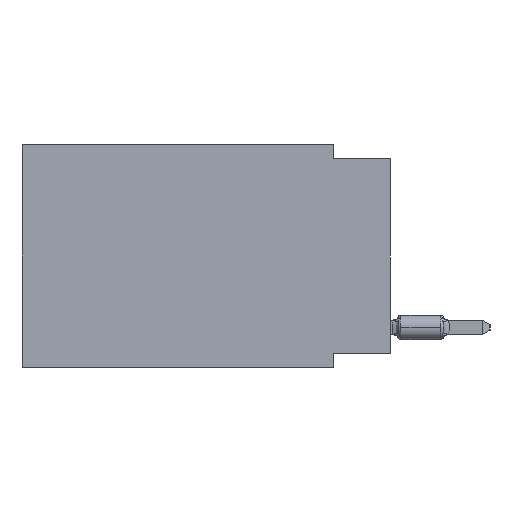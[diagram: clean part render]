
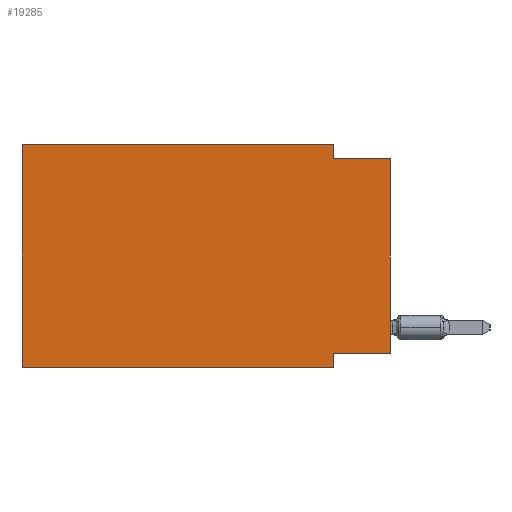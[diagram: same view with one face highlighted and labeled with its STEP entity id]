
A CAD part, left-side view. The second image highlights one B-rep face of the part: STEP entity #19285.
In plain terms, the highlighted planar face has unit normal (-1, 0, 0).
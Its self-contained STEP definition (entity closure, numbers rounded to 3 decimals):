
#491 = VECTOR ( 'NONE', #43072, 1000. ) ;
#2230 = CARTESIAN_POINT ( 'NONE',  ( 0., 2.54, -0.635 ) ) ;
#2656 = CARTESIAN_POINT ( 'NONE',  ( 0., 16.383, 0. ) ) ;
#4591 = CARTESIAN_POINT ( 'NONE',  ( 0., 0., -9.271 ) ) ;
#5285 = VERTEX_POINT ( 'NONE', #5555 ) ;
#5555 = CARTESIAN_POINT ( 'NONE',  ( 0., 2.54, 0. ) ) ;
#5610 = ORIENTED_EDGE ( 'NONE', *, *, #45992, .F. ) ;
#6924 = VERTEX_POINT ( 'NONE', #45812 ) ;
#7162 = VECTOR ( 'NONE', #33751, 1000. ) ;
#7276 = CARTESIAN_POINT ( 'NONE',  ( 0., 0., -0.635 ) ) ;
#7315 = DIRECTION ( 'NONE',  ( 1., 0., 0. ) ) ;
#9796 = VECTOR ( 'NONE', #26070, 1000. ) ;
#10439 = VECTOR ( 'NONE', #32345, 1000. ) ;
#12143 = CARTESIAN_POINT ( 'NONE',  ( 0., 16.383, 0. ) ) ;
#12547 = EDGE_CURVE ( 'NONE', #21377, #5285, #40718, .T. ) ;
#16990 = EDGE_CURVE ( 'NONE', #48156, #6924, #21087, .T. ) ;
#17262 = VERTEX_POINT ( 'NONE', #2230 ) ;
#17389 = CARTESIAN_POINT ( 'NONE',  ( 0., 2.54, -9.906 ) ) ;
#19285 = ADVANCED_FACE ( 'NONE', ( #28039 ), #44626, .F. ) ;
#19743 = CARTESIAN_POINT ( 'NONE',  ( 0., 16.383, 0. ) ) ;
#20952 = VERTEX_POINT ( 'NONE', #47552 ) ;
#21087 = LINE ( 'NONE', #25977, #48195 ) ;
#21189 = CARTESIAN_POINT ( 'NONE',  ( 0., 2.54, 0. ) ) ;
#21377 = VERTEX_POINT ( 'NONE', #19743 ) ;
#25229 = EDGE_CURVE ( 'NONE', #20952, #21377, #41278, .T. ) ;
#25977 = CARTESIAN_POINT ( 'NONE',  ( 0., 0., -9.271 ) ) ;
#26070 = DIRECTION ( 'NONE',  ( 0., 0., -1. ) ) ;
#26481 = CARTESIAN_POINT ( 'NONE',  ( 0., 0., 0. ) ) ;
#27229 = VECTOR ( 'NONE', #46753, 1000. ) ;
#28039 = FACE_OUTER_BOUND ( 'NONE', #43339, .T. ) ;
#28869 = LINE ( 'NONE', #46524, #7162 ) ;
#30499 = VERTEX_POINT ( 'NONE', #40715 ) ;
#31763 = CARTESIAN_POINT ( 'NONE',  ( 0., 16.383, 0. ) ) ;
#31932 = VECTOR ( 'NONE', #53281, 1000. ) ;
#32319 = ORIENTED_EDGE ( 'NONE', *, *, #49561, .T. ) ;
#32345 = DIRECTION ( 'NONE',  ( 0., -1., 0. ) ) ;
#33751 = DIRECTION ( 'NONE',  ( 0., -1., 0. ) ) ;
#33966 = LINE ( 'NONE', #37522, #9796 ) ;
#34356 = VERTEX_POINT ( 'NONE', #17389 ) ;
#34882 = ORIENTED_EDGE ( 'NONE', *, *, #25229, .F. ) ;
#36270 = LINE ( 'NONE', #21189, #27229 ) ;
#36911 = DIRECTION ( 'NONE',  ( 0., -1., 0. ) ) ;
#37522 = CARTESIAN_POINT ( 'NONE',  ( 0., 2.54, -9.906 ) ) ;
#37965 = DIRECTION ( 'NONE',  ( 0., 1., 0. ) ) ;
#39694 = EDGE_CURVE ( 'NONE', #5285, #17262, #36270, .T. ) ;
#40543 = DIRECTION ( 'NONE',  ( 0., 0., -1. ) ) ;
#40715 = CARTESIAN_POINT ( 'NONE',  ( 0., 0., -0.635 ) ) ;
#40718 = LINE ( 'NONE', #31763, #41138 ) ;
#41138 = VECTOR ( 'NONE', #36911, 1000. ) ;
#41278 = LINE ( 'NONE', #12143, #31932 ) ;
#43072 = DIRECTION ( 'NONE',  ( 0., 0., 1. ) ) ;
#43264 = ORIENTED_EDGE ( 'NONE', *, *, #12547, .F. ) ;
#43339 = EDGE_LOOP ( 'NONE', ( #32319, #53817, #45516, #43264, #34882, #51779, #5610, #50174 ) ) ;
#44582 = LINE ( 'NONE', #7276, #10439 ) ;
#44626 = PLANE ( 'NONE',  #51233 ) ;
#45516 = ORIENTED_EDGE ( 'NONE', *, *, #39694, .F. ) ;
#45812 = CARTESIAN_POINT ( 'NONE',  ( 0., 2.54, -9.271 ) ) ;
#45992 = EDGE_CURVE ( 'NONE', #6924, #34356, #33966, .T. ) ;
#46524 = CARTESIAN_POINT ( 'NONE',  ( 0., 16.383, -9.906 ) ) ;
#46753 = DIRECTION ( 'NONE',  ( 0., 0., -1. ) ) ;
#47552 = CARTESIAN_POINT ( 'NONE',  ( 0., 16.383, -9.906 ) ) ;
#48156 = VERTEX_POINT ( 'NONE', #4591 ) ;
#48195 = VECTOR ( 'NONE', #37965, 1000. ) ;
#49561 = EDGE_CURVE ( 'NONE', #48156, #30499, #51769, .T. ) ;
#50174 = ORIENTED_EDGE ( 'NONE', *, *, #16990, .F. ) ;
#51208 = EDGE_CURVE ( 'NONE', #17262, #30499, #44582, .T. ) ;
#51233 = AXIS2_PLACEMENT_3D ( 'NONE', #2656, #7315, #40543 ) ;
#51769 = LINE ( 'NONE', #26481, #491 ) ;
#51779 = ORIENTED_EDGE ( 'NONE', *, *, #52040, .T. ) ;
#52040 = EDGE_CURVE ( 'NONE', #20952, #34356, #28869, .T. ) ;
#53281 = DIRECTION ( 'NONE',  ( 0., 0., 1. ) ) ;
#53817 = ORIENTED_EDGE ( 'NONE', *, *, #51208, .F. ) ;
